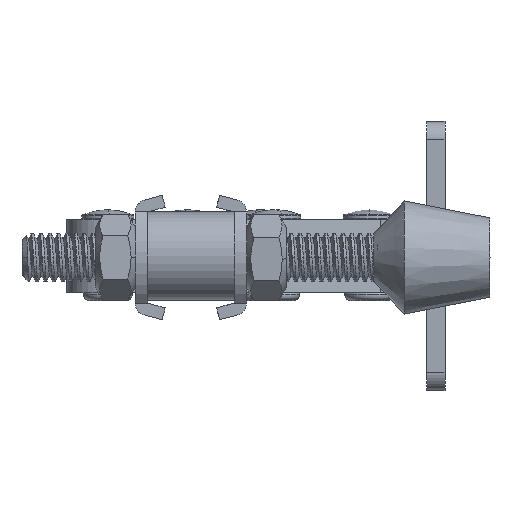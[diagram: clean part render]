
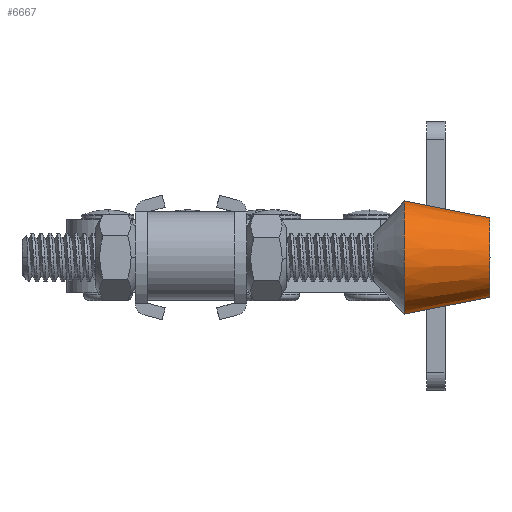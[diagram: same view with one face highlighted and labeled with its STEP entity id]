
A CAD part, left-side view. The second image highlights one B-rep face of the part: STEP entity #6667.
In plain terms, the highlighted conical face has half-angle 11.113 degrees and reference radius 9.25 mm.
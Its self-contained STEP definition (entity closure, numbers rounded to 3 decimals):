
#6570 = ORIENTED_EDGE ( 'NONE', *, *, #6697, .F. ) ;
#6571 = ORIENTED_EDGE ( 'NONE', *, *, #6572, .T. ) ;
#6572 = EDGE_CURVE ( 'NONE', #6695, #6694, #10329, .T. ) ;
#6573 = ORIENTED_EDGE ( 'NONE', *, *, #6703, .T. ) ;
#6574 = ORIENTED_EDGE ( 'NONE', *, *, #6666, .F. ) ;
#6666 = EDGE_CURVE ( 'NONE', #6698, #6701, #10380, .T. ) ;
#6667 = ADVANCED_FACE ( 'NONE', ( #24848 ), #24847, .T. ) ;
#6668 = EDGE_LOOP ( 'NONE', ( #6570, #6571, #6573, #6574 ) ) ;
#6694 = VERTEX_POINT ( 'NONE', #14208 ) ;
#6695 = VERTEX_POINT ( 'NONE', #14207 ) ;
#6697 = EDGE_CURVE ( 'NONE', #6695, #6698, #14206, .T. ) ;
#6698 = VERTEX_POINT ( 'NONE', #14202 ) ;
#6701 = VERTEX_POINT ( 'NONE', #14196 ) ;
#6703 = EDGE_CURVE ( 'NONE', #6694, #6701, #11475, .T. ) ;
#10325 = DIRECTION ( 'NONE',  ( 0., -1., 0. ) ) ;
#10326 = DIRECTION ( 'NONE',  ( 0., 0., 1. ) ) ;
#10327 = CARTESIAN_POINT ( 'NONE',  ( 0., 0., -8.5 ) ) ;
#10328 = AXIS2_PLACEMENT_3D ( 'NONE', #10327, #10326, #10325 ) ;
#10329 = CIRCLE ( 'NONE', #10328, 6.5 ) ;
#10376 = DIRECTION ( 'NONE',  ( 0., -1., 0. ) ) ;
#10377 = DIRECTION ( 'NONE',  ( 0., 0., 1. ) ) ;
#10378 = CARTESIAN_POINT ( 'NONE',  ( 0., 0., 5.5 ) ) ;
#10379 = AXIS2_PLACEMENT_3D ( 'NONE', #10378, #10377, #10376 ) ;
#10380 = CIRCLE ( 'NONE', #10379, 9.25 ) ;
#11471 = DIRECTION ( 'NONE',  ( 0., -0.193, 0.981 ) ) ;
#11473 = VECTOR ( 'NONE', #11471, 1000. ) ;
#11474 = CARTESIAN_POINT ( 'NONE',  ( 0., -9.25, 5.5 ) ) ;
#11475 = LINE ( 'NONE', #11474, #11473 ) ;
#14196 = CARTESIAN_POINT ( 'NONE',  ( 0., -9.25, 5.5 ) ) ;
#14202 = CARTESIAN_POINT ( 'NONE',  ( 0., 9.25, 5.5 ) ) ;
#14203 = DIRECTION ( 'NONE',  ( 0., 0.193, 0.981 ) ) ;
#14204 = VECTOR ( 'NONE', #14203, 1000. ) ;
#14205 = CARTESIAN_POINT ( 'NONE',  ( 0., 9.25, 5.5 ) ) ;
#14206 = LINE ( 'NONE', #14205, #14204 ) ;
#14207 = CARTESIAN_POINT ( 'NONE',  ( 0., 6.5, -8.5 ) ) ;
#14208 = CARTESIAN_POINT ( 'NONE',  ( 0., -6.5, -8.5 ) ) ;
#24843 = DIRECTION ( 'NONE',  ( 0., -1., 0. ) ) ;
#24844 = DIRECTION ( 'NONE',  ( 0., 0., 1. ) ) ;
#24845 = AXIS2_PLACEMENT_3D ( 'NONE', #24846, #24844, #24843 ) ;
#24846 = CARTESIAN_POINT ( 'NONE',  ( 0., 0., 5.5 ) ) ;
#24847 = CONICAL_SURFACE ( 'NONE', #24845, 9.25, 0.194 ) ;
#24848 = FACE_OUTER_BOUND ( 'NONE', #6668, .T. ) ;
